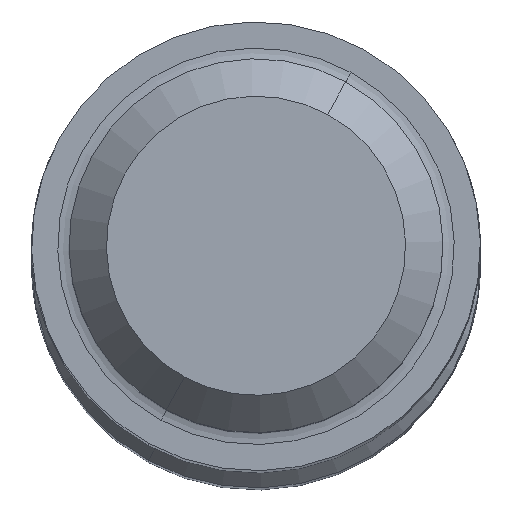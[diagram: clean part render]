
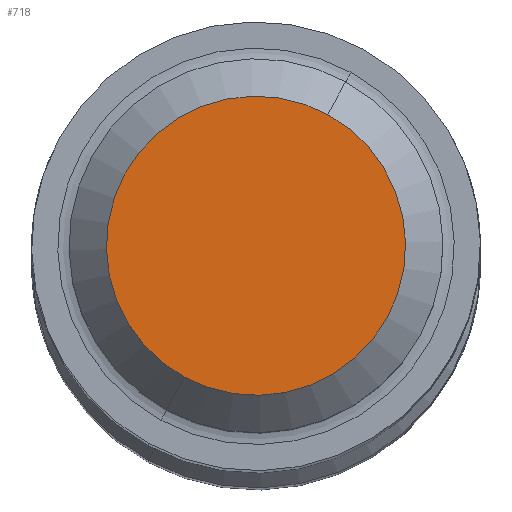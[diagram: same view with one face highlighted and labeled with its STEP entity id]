
A CAD part, top view. The second image highlights one B-rep face of the part: STEP entity #718.
In plain terms, the highlighted planar face has unit normal (0, 0, 1).
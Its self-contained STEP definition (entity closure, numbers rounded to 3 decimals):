
#609=CARTESIAN_POINT('Vertex',(1.918,3.51,305.)) ;
#612=CARTESIAN_POINT('Axis2P3D Location',(0.,0.,305.)) ;
#616=CARTESIAN_POINT('Vertex',(-1.918,-3.51,305.)) ;
#631=CARTESIAN_POINT('Axis2P3D Location',(0.,0.,305.)) ;
#709=CARTESIAN_POINT('Axis2P3D Location',(0.,4.,305.)) ;
#613=DIRECTION('Axis2P3D Direction',(0.,0.,-1.)) ;
#632=DIRECTION('Axis2P3D Direction',(0.,0.,-1.)) ;
#710=DIRECTION('Axis2P3D Direction',(0.,0.,-1.)) ;
#711=DIRECTION('Axis2P3D XDirection',(1.,0.,0.)) ;
#614=AXIS2_PLACEMENT_3D('Circle Axis2P3D',#612,#613,$) ;
#633=AXIS2_PLACEMENT_3D('Circle Axis2P3D',#631,#632,$) ;
#712=AXIS2_PLACEMENT_3D('Plane Axis2P3D',#709,#710,#711) ;
#715=ORIENTED_EDGE('',*,*,#618,.F.) ;
#716=ORIENTED_EDGE('',*,*,#635,.F.) ;
#718=ADVANCED_FACE('PartBody',(#717),#713,.F.) ;
#615=CIRCLE('generated circle',#614,4.) ;
#634=CIRCLE('generated circle',#633,4.) ;
#618=EDGE_CURVE('',#610,#617,#615,.T.) ;
#635=EDGE_CURVE('',#617,#610,#634,.T.) ;
#714=EDGE_LOOP('',(#715,#716)) ;
#717=FACE_OUTER_BOUND('',#714,.T.) ;
#713=PLANE('',#712) ;
#610=VERTEX_POINT('',#609) ;
#617=VERTEX_POINT('',#616) ;
